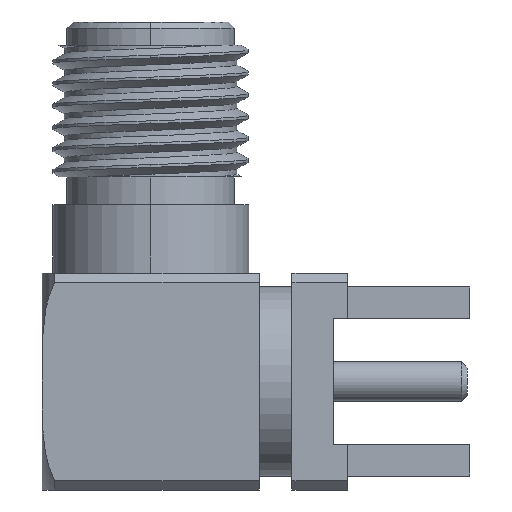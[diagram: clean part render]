
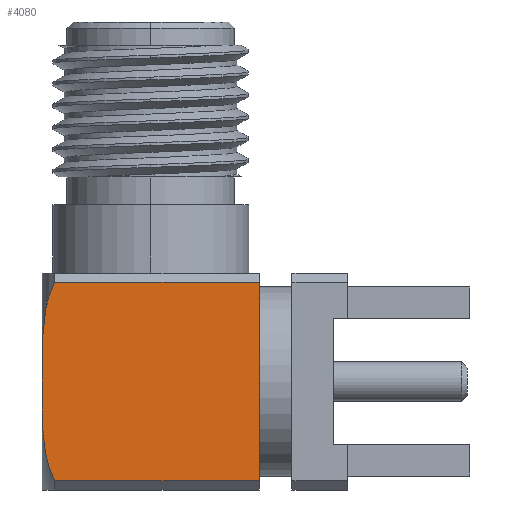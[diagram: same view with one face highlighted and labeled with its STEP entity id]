
A CAD part, left-side view. The second image highlights one B-rep face of the part: STEP entity #4080.
In plain terms, the highlighted planar face has unit normal (-1, 0, 0).
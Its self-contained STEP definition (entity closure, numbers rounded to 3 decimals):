
#29 = EDGE_CURVE ( 'NONE', #5442, #3913, #189, .T. ) ;
#189 = LINE ( 'NONE', #439, #3717 ) ;
#381 = CARTESIAN_POINT ( 'NONE',  ( -3.5, 9.86, 1.424 ) ) ;
#439 = CARTESIAN_POINT ( 'NONE',  ( -3.5, 2.85, -3.2 ) ) ;
#458 = VECTOR ( 'NONE', #2200, 1000. ) ;
#529 = ORIENTED_EDGE ( 'NONE', *, *, #2084, .T. ) ;
#564 = B_SPLINE_CURVE_WITH_KNOTS ( 'NONE', 3,
 ( #4201, #823, #4625, #381, #4042, #2371 ),
 .UNSPECIFIED., .F., .F.,
 ( 4, 2, 4 ),
 ( 0.018, 0.019, 0.021 ),
 .UNSPECIFIED. ) ;
#566 = VECTOR ( 'NONE', #5140, 1000. ) ;
#589 = CARTESIAN_POINT ( 'NONE',  ( -3.5, 9.46, -3.2 ) ) ;
#618 = AXIS2_PLACEMENT_3D ( 'NONE', #5014, #2458, #4618 ) ;
#621 = CARTESIAN_POINT ( 'NONE',  ( -3.5, 9.46, 3.2 ) ) ;
#772 = EDGE_CURVE ( 'NONE', #2435, #3734, #1576, .T. ) ;
#796 = ORIENTED_EDGE ( 'NONE', *, *, #1262, .T. ) ;
#823 = CARTESIAN_POINT ( 'NONE',  ( -3.5, 9.667, 2.784 ) ) ;
#964 = CARTESIAN_POINT ( 'NONE',  ( -3.5, 2.85, -3.2 ) ) ;
#991 = VERTEX_POINT ( 'NONE', #5145 ) ;
#1030 = ORIENTED_EDGE ( 'NONE', *, *, #2365, .F. ) ;
#1032 = EDGE_CURVE ( 'NONE', #2435, #3913, #4382, .T. ) ;
#1238 = EDGE_CURVE ( 'NONE', #5481, #991, #1868, .T. ) ;
#1262 = EDGE_CURVE ( 'NONE', #2689, #5442, #4028, .T. ) ;
#1390 = CARTESIAN_POINT ( 'NONE',  ( -3.5, 9.86, -0.515 ) ) ;
#1435 = DIRECTION ( 'NONE',  ( 0., 0., -1. ) ) ;
#1458 = ORIENTED_EDGE ( 'NONE', *, *, #772, .T. ) ;
#1500 = CARTESIAN_POINT ( 'NONE',  ( -3.5, 9.46, 3.193 ) ) ;
#1576 = LINE ( 'NONE', #589, #3857 ) ;
#1682 = CARTESIAN_POINT ( 'NONE',  ( -3.5, 9.562, -2.99 ) ) ;
#1745 = CARTESIAN_POINT ( 'NONE',  ( -3.5, 33.559, -3.2 ) ) ;
#1868 = B_SPLINE_CURVE_WITH_KNOTS ( 'NONE', 3,
 ( #4473, #5411, #3235, #5433, #2266, #4300, #1682, #5076 ),
 .UNSPECIFIED., .F., .F.,
 ( 4, 2, 2, 4 ),
 ( 0.001, 0.002, 0.003, 0.003 ),
 .UNSPECIFIED. ) ;
#2084 = EDGE_CURVE ( 'NONE', #3734, #2512, #564, .T. ) ;
#2138 = FACE_OUTER_BOUND ( 'NONE', #3134, .T. ) ;
#2200 = DIRECTION ( 'NONE',  ( 0., -1., 0. ) ) ;
#2207 = CARTESIAN_POINT ( 'NONE',  ( -3.5, 9.86, -3.2 ) ) ;
#2266 = CARTESIAN_POINT ( 'NONE',  ( -3.5, 9.752, -2.332 ) ) ;
#2365 = EDGE_CURVE ( 'NONE', #5481, #2512, #3948, .T. ) ;
#2371 = CARTESIAN_POINT ( 'NONE',  ( -3.5, 9.86, 0.515 ) ) ;
#2435 = VERTEX_POINT ( 'NONE', #621 ) ;
#2458 = DIRECTION ( 'NONE',  ( 1., 0., 0. ) ) ;
#2512 = VERTEX_POINT ( 'NONE', #3210 ) ;
#2689 = VERTEX_POINT ( 'NONE', #2881 ) ;
#2881 = CARTESIAN_POINT ( 'NONE',  ( -3.5, 9.46, -3.2 ) ) ;
#3134 = EDGE_LOOP ( 'NONE', ( #1458, #529, #1030, #3711, #3534, #796, #5451, #3188 ) ) ;
#3188 = ORIENTED_EDGE ( 'NONE', *, *, #1032, .F. ) ;
#3210 = CARTESIAN_POINT ( 'NONE',  ( -3.5, 9.86, 0.515 ) ) ;
#3235 = CARTESIAN_POINT ( 'NONE',  ( -3.5, 9.86, -1.425 ) ) ;
#3263 = CARTESIAN_POINT ( 'NONE',  ( -3.5, 2.85, 3.2 ) ) ;
#3386 = EDGE_CURVE ( 'NONE', #991, #2689, #3696, .T. ) ;
#3534 = ORIENTED_EDGE ( 'NONE', *, *, #3386, .T. ) ;
#3696 = LINE ( 'NONE', #3805, #4027 ) ;
#3711 = ORIENTED_EDGE ( 'NONE', *, *, #1238, .T. ) ;
#3717 = VECTOR ( 'NONE', #5120, 1000. ) ;
#3734 = VERTEX_POINT ( 'NONE', #1500 ) ;
#3782 = PLANE ( 'NONE',  #618 ) ;
#3805 = CARTESIAN_POINT ( 'NONE',  ( -3.5, 9.46, -3.2 ) ) ;
#3857 = VECTOR ( 'NONE', #1435, 1000. ) ;
#3913 = VERTEX_POINT ( 'NONE', #3263 ) ;
#3948 = LINE ( 'NONE', #2207, #4348 ) ;
#4027 = VECTOR ( 'NONE', #4984, 1000. ) ;
#4028 = LINE ( 'NONE', #1745, #566 ) ;
#4042 = CARTESIAN_POINT ( 'NONE',  ( -3.5, 9.86, 0.969 ) ) ;
#4080 = ADVANCED_FACE ( 'NONE', ( #2138 ), #3782, .F. ) ;
#4201 = CARTESIAN_POINT ( 'NONE',  ( -3.5, 9.46, 3.193 ) ) ;
#4300 = CARTESIAN_POINT ( 'NONE',  ( -3.5, 9.639, -2.772 ) ) ;
#4348 = VECTOR ( 'NONE', #5171, 1000. ) ;
#4382 = LINE ( 'NONE', #4774, #458 ) ;
#4473 = CARTESIAN_POINT ( 'NONE',  ( -3.5, 9.86, -0.515 ) ) ;
#4618 = DIRECTION ( 'NONE',  ( 0., 0., -1. ) ) ;
#4625 = CARTESIAN_POINT ( 'NONE',  ( -3.5, 9.765, 2.328 ) ) ;
#4774 = CARTESIAN_POINT ( 'NONE',  ( -3.5, 33.559, 3.2 ) ) ;
#4984 = DIRECTION ( 'NONE',  ( 0., 0., -1. ) ) ;
#5014 = CARTESIAN_POINT ( 'NONE',  ( -3.5, 33.559, -3.2 ) ) ;
#5076 = CARTESIAN_POINT ( 'NONE',  ( -3.5, 9.46, -3.193 ) ) ;
#5120 = DIRECTION ( 'NONE',  ( 0., 0., 1. ) ) ;
#5140 = DIRECTION ( 'NONE',  ( 0., -1., 0. ) ) ;
#5145 = CARTESIAN_POINT ( 'NONE',  ( -3.5, 9.46, -3.193 ) ) ;
#5171 = DIRECTION ( 'NONE',  ( 0., 0., 1. ) ) ;
#5411 = CARTESIAN_POINT ( 'NONE',  ( -3.5, 9.86, -0.97 ) ) ;
#5433 = CARTESIAN_POINT ( 'NONE',  ( -3.5, 9.788, -2.106 ) ) ;
#5442 = VERTEX_POINT ( 'NONE', #964 ) ;
#5451 = ORIENTED_EDGE ( 'NONE', *, *, #29, .T. ) ;
#5481 = VERTEX_POINT ( 'NONE', #1390 ) ;
